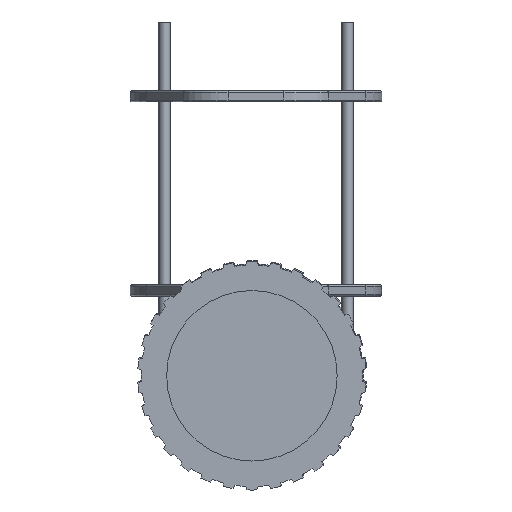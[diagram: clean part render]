
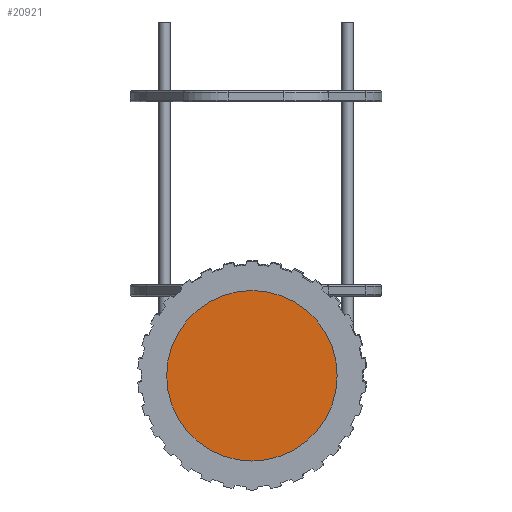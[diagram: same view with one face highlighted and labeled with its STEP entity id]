
A CAD part, front view. The second image highlights one B-rep face of the part: STEP entity #20921.
In plain terms, the highlighted planar face has unit normal (0, -1, 0).
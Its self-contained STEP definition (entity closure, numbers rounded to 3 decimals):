
#951=PLANE('',#23114);
#1833=FACE_OUTER_BOUND('',#3224,.T.);
#3224=EDGE_LOOP('',(#16949));
#8078=CIRCLE('',#23113,37.313);
#9704=VERTEX_POINT('',#34673);
#12253=EDGE_CURVE('',#9704,#9704,#8078,.T.);
#16949=ORIENTED_EDGE('',*,*,#12253,.T.);
#20921=ADVANCED_FACE('',(#1833),#951,.F.);
#23113=AXIS2_PLACEMENT_3D('',#34675,#27932,#27933);
#23114=AXIS2_PLACEMENT_3D('',#34676,#27934,#27935);
#27932=DIRECTION('center_axis',(0.,-1.,0.));
#27933=DIRECTION('ref_axis',(-1.,0.,0.));
#27934=DIRECTION('center_axis',(0.,1.,0.));
#27935=DIRECTION('ref_axis',(-1.,0.,0.));
#34673=CARTESIAN_POINT('',(-106.095,-103.426,-77.534));
#34675=CARTESIAN_POINT('Origin',(-143.409,-103.426,-77.534));
#34676=CARTESIAN_POINT('Origin',(-143.409,-103.426,-77.534));
